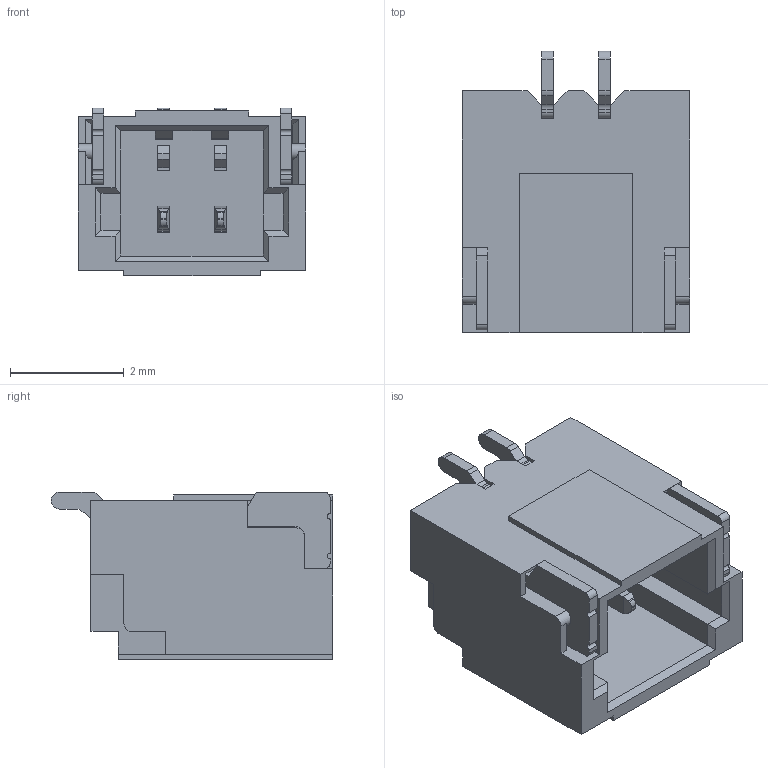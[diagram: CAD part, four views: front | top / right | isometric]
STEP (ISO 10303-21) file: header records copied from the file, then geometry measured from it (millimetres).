
FILE_DESCRIPTION((''),'2;1');
FILE_NAME('10147606-2P','2020-09-29T',('WangJa'),('AFCI'),'CREO PARAMETRIC BY PTC INC, 2016130','CREO PARAMETRIC BY PTC INC, 2016130','');
FILE_SCHEMA(('AUTOMOTIVE_DESIGN { 1 0 10303 214 1 1 1 1 }'));
Length unit declared in the file: millimetre
Products named in the file (1): 10147606-2P
Bounding box: 4 x 4.95 x 2.95 mm (x, y, z)
Volume: 27.2 mm3; surface area: 134.9 mm2
Topology: 1 solids, 1 shells, 334 faces, 966 edges, 637 vertices
Faces by surface type: plane 269, cylinder 65
Entity records: 11109 total; most frequent: CARTESIAN_POINT 2005, ORIENTED_EDGE 1932, DIRECTION 1743, EDGE_CURVE 966, VECTOR 817, LINE 817, VERTEX_POINT 637, AXIS2_PLACEMENT_3D 463
